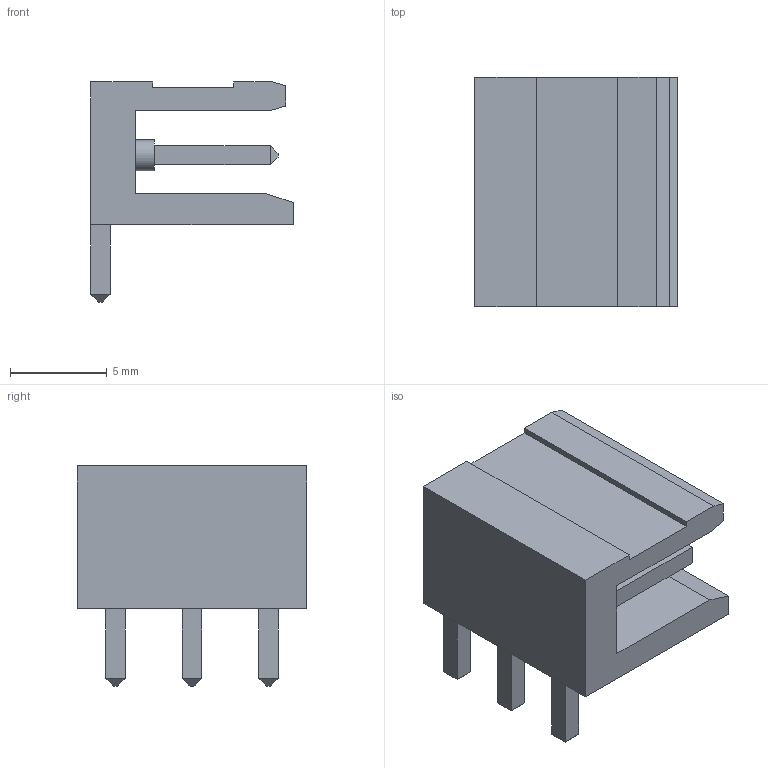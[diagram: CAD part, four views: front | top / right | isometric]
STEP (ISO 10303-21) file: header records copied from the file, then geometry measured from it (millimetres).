
FILE_DESCRIPTION(/* description */ (''),/* implementation_level */ '2;1');
FILE_NAME(/* name */ ' HT396 3.96 Connector Green v1.step',/* time_stamp */ '2022-02-01T22:21:16+07:00',/* author */ (''),/* organization */ (''),/* preprocessor_version */ 'ST-DEVELOPER v18.1',/* originating_system */ 'Autodesk Translation Framework v10.13.0.1454',/* authorisation */ '');
FILE_SCHEMA (('AUTOMOTIVE_DESIGN { 1 0 10303 214 3 1 1 }'));
Length unit declared in the file: millimetre
Products named in the file (1): HT396 3.96 Connector Green
Bounding box: 10.49 x 11.88 x 11.4 mm (x, y, z)
Volume: 511.9 mm3; surface area: 833.2 mm2
Topology: 7 solids, 7 shells, 83 faces, 174 edges, 108 vertices
Faces by surface type: plane 80, cylinder 3
Full cylindrical faces by diameter (mm): 1.6 x3
Entity records: 2176 total; most frequent: CARTESIAN_POINT 366, ORIENTED_EDGE 348, DIRECTION 348, EDGE_CURVE 174, LINE 168, VECTOR 168, VERTEX_POINT 108, AXIS2_PLACEMENT_3D 90
